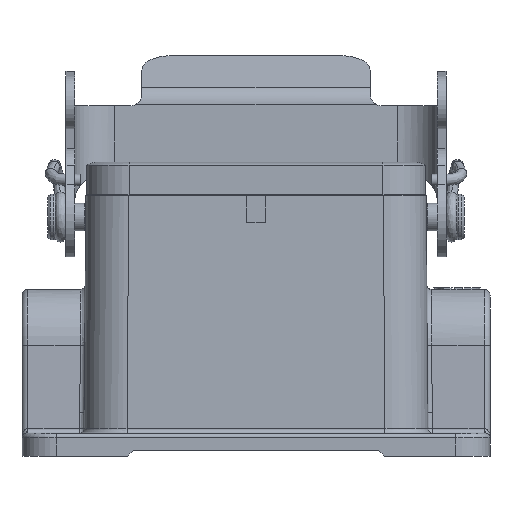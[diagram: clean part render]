
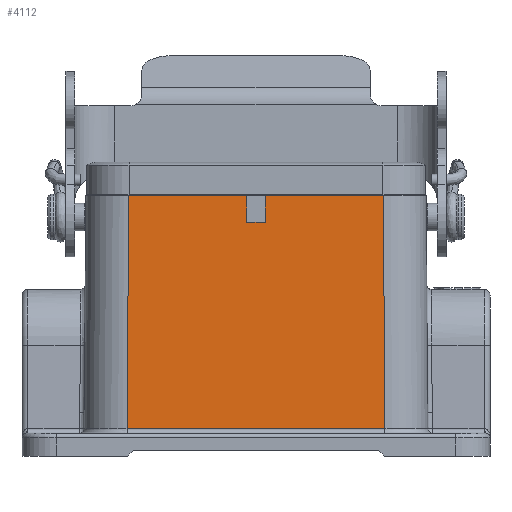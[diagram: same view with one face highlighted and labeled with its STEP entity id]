
A CAD part, front view. The second image highlights one B-rep face of the part: STEP entity #4112.
In plain terms, the highlighted planar face has unit normal (0, -1, 0.006).
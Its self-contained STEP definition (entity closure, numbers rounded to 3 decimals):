
#3354=FACE_OUTER_BOUND('',#5118,.T.);
#4112=ADVANCED_FACE('',(#3354),#4597,.T.);
#4597=PLANE('',#12014);
#5118=EDGE_LOOP('',(#6198,#6199,#6200,#6201,#6202,#6203,#6204,#6205));
#6198=ORIENTED_EDGE('',*,*,#9276,.T.);
#6199=ORIENTED_EDGE('',*,*,#9277,.T.);
#6200=ORIENTED_EDGE('',*,*,#9278,.T.);
#6201=ORIENTED_EDGE('',*,*,#9043,.T.);
#6202=ORIENTED_EDGE('',*,*,#9279,.F.);
#6203=ORIENTED_EDGE('',*,*,#9280,.F.);
#6204=ORIENTED_EDGE('',*,*,#9281,.F.);
#6205=ORIENTED_EDGE('',*,*,#9049,.T.);
#8265=VERTEX_POINT('',#15923);
#8266=VERTEX_POINT('',#15924);
#8269=VERTEX_POINT('',#15932);
#8270=VERTEX_POINT('',#15934);
#8464=VERTEX_POINT('',#16451);
#8465=VERTEX_POINT('',#16453);
#8466=VERTEX_POINT('',#16456);
#8467=VERTEX_POINT('',#16458);
#9043=EDGE_CURVE('',#8265,#8266,#10168,.T.);
#9049=EDGE_CURVE('',#8270,#8269,#10170,.T.);
#9276=EDGE_CURVE('',#8269,#8464,#10310,.T.);
#9277=EDGE_CURVE('',#8464,#8465,#10311,.T.);
#9278=EDGE_CURVE('',#8465,#8265,#10312,.T.);
#9279=EDGE_CURVE('',#8466,#8266,#10313,.T.);
#9280=EDGE_CURVE('',#8467,#8466,#10314,.T.);
#9281=EDGE_CURVE('',#8270,#8467,#10315,.T.);
#10168=LINE('',#15922,#10791);
#10170=LINE('',#15933,#10793);
#10310=LINE('',#16450,#10933);
#10311=LINE('',#16452,#10934);
#10312=LINE('',#16454,#10935);
#10313=LINE('',#16455,#10936);
#10314=LINE('',#16457,#10937);
#10315=LINE('',#16459,#10938);
#10791=VECTOR('',#12912,1.);
#10793=VECTOR('',#12922,1.);
#10933=VECTOR('',#13308,1.);
#10934=VECTOR('',#13309,1.);
#10935=VECTOR('',#13310,1.);
#10936=VECTOR('',#13311,1.);
#10937=VECTOR('',#13312,1.);
#10938=VECTOR('',#13313,1.);
#12014=AXIS2_PLACEMENT_3D('',#16460,#13314,#13315);
#12912=DIRECTION('',(-1.,0.,0.));
#12922=DIRECTION('',(-1.,0.,0.));
#13308=DIRECTION('',(-0.007,-0.006,-1.));
#13309=DIRECTION('',(1.,0.,0.));
#13310=DIRECTION('',(-0.007,0.006,1.));
#13311=DIRECTION('',(0.,0.006,1.));
#13312=DIRECTION('',(1.,0.,0.));
#13313=DIRECTION('',(0.,-0.006,-1.));
#13314=DIRECTION('',(0.,-1.,0.006));
#13315=DIRECTION('',(0.,0.006,1.));
#15922=CARTESIAN_POINT('',(45.1,-21.5,5.7));
#15923=CARTESIAN_POINT('',(22.3,-21.5,5.7));
#15924=CARTESIAN_POINT('',(1.6,-21.5,5.7));
#15932=CARTESIAN_POINT('',(-22.3,-21.5,5.7));
#15933=CARTESIAN_POINT('',(45.1,-21.5,5.7));
#15934=CARTESIAN_POINT('',(-1.6,-21.5,5.7));
#16450=CARTESIAN_POINT('',(-22.597,-21.747,-35.462));
#16451=CARTESIAN_POINT('',(-22.594,-21.745,-35.155));
#16452=CARTESIAN_POINT('',(22.6,-21.745,-35.155));
#16453=CARTESIAN_POINT('',(22.594,-21.745,-35.155));
#16454=CARTESIAN_POINT('',(22.601,-21.751,-36.112));
#16455=CARTESIAN_POINT('',(1.6,-21.75,-35.95));
#16456=CARTESIAN_POINT('',(1.6,-21.528,1.));
#16457=CARTESIAN_POINT('',(45.1,-21.528,1.));
#16458=CARTESIAN_POINT('',(-1.6,-21.528,1.));
#16459=CARTESIAN_POINT('',(-1.6,-21.75,-35.95));
#16460=CARTESIAN_POINT('',(45.1,-21.75,-35.95));
